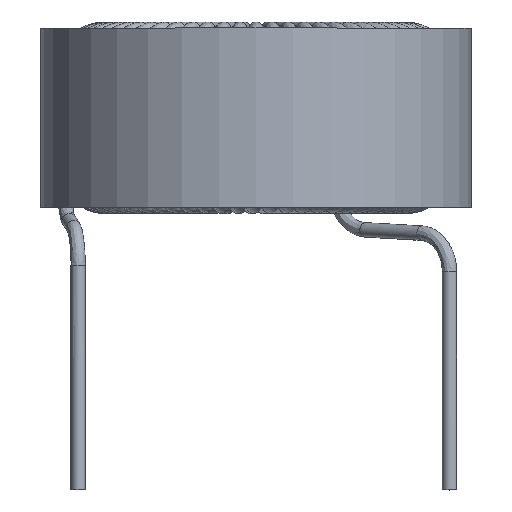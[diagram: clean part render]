
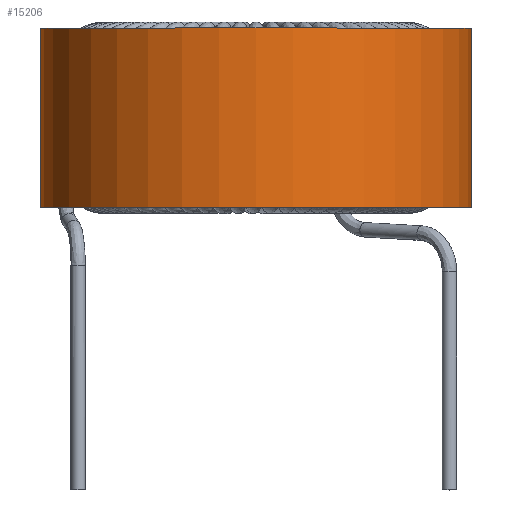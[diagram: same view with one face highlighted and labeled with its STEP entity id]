
A CAD part, top view. The second image highlights one B-rep face of the part: STEP entity #15206.
In plain terms, the highlighted cylindrical face has radius 9.906 mm (diameter 19.812 mm), a full revolution.
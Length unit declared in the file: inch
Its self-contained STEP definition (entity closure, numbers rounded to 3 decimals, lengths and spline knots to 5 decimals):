
#6517 = AXIS2_PLACEMENT_3D ( 'NONE', #39063, #39074, #39075 ) ;
#6674 = AXIS2_PLACEMENT_3D ( 'NONE', #56040, #56042, #56043 ) ;
#9007 = DIRECTION ( 'NONE',  ( 0., 0., -1. ) ) ;
#9008 = DIRECTION ( 'NONE',  ( 0., -1., 0. ) ) ;
#9016 = CARTESIAN_POINT ( 'NONE',  ( 0., -0.0205, 0. ) ) ;
#15206 = ADVANCED_FACE ( 'NONE', ( #48062, #48092 ), #48091, .T. ) ;
#15584 = ORIENTED_EDGE ( 'NONE', *, *, #41098, .T. ) ;
#15598 = ORIENTED_EDGE ( 'NONE', *, *, #40799, .T. ) ;
#17854 = EDGE_LOOP ( 'NONE', ( #15598 ) ) ;
#17858 = EDGE_LOOP ( 'NONE', ( #15584 ) ) ;
#23991 = CIRCLE ( 'NONE', #6517, 0.39 ) ;
#24422 = CIRCLE ( 'NONE', #6674, 0.39 ) ;
#26940 = VERTEX_POINT ( 'NONE', #27350 ) ;
#27350 = CARTESIAN_POINT ( 'NONE',  ( 0., -0.3445, -0.39 ) ) ;
#27777 = VERTEX_POINT ( 'NONE', #27779 ) ;
#27779 = CARTESIAN_POINT ( 'NONE',  ( 0., -0.0205, -0.39 ) ) ;
#30623 = AXIS2_PLACEMENT_3D ( 'NONE', #9016, #9008, #9007 ) ;
#39063 = CARTESIAN_POINT ( 'NONE',  ( 0., -0.3445, 0. ) ) ;
#39074 = DIRECTION ( 'NONE',  ( 0., 1., 0. ) ) ;
#39075 = DIRECTION ( 'NONE',  ( 0., 0., -1. ) ) ;
#40799 = EDGE_CURVE ( 'NONE', #26940, #26940, #23991, .T. ) ;
#41098 = EDGE_CURVE ( 'NONE', #27777, #27777, #24422, .T. ) ;
#48062 = FACE_OUTER_BOUND ( 'NONE', #17854, .T. ) ;
#48091 = CYLINDRICAL_SURFACE ( 'NONE', #30623, 0.39 ) ;
#48092 = FACE_OUTER_BOUND ( 'NONE', #17858, .T. ) ;
#56040 = CARTESIAN_POINT ( 'NONE',  ( 0., -0.0205, 0. ) ) ;
#56042 = DIRECTION ( 'NONE',  ( 0., -1., 0. ) ) ;
#56043 = DIRECTION ( 'NONE',  ( 0., 0., -1. ) ) ;
